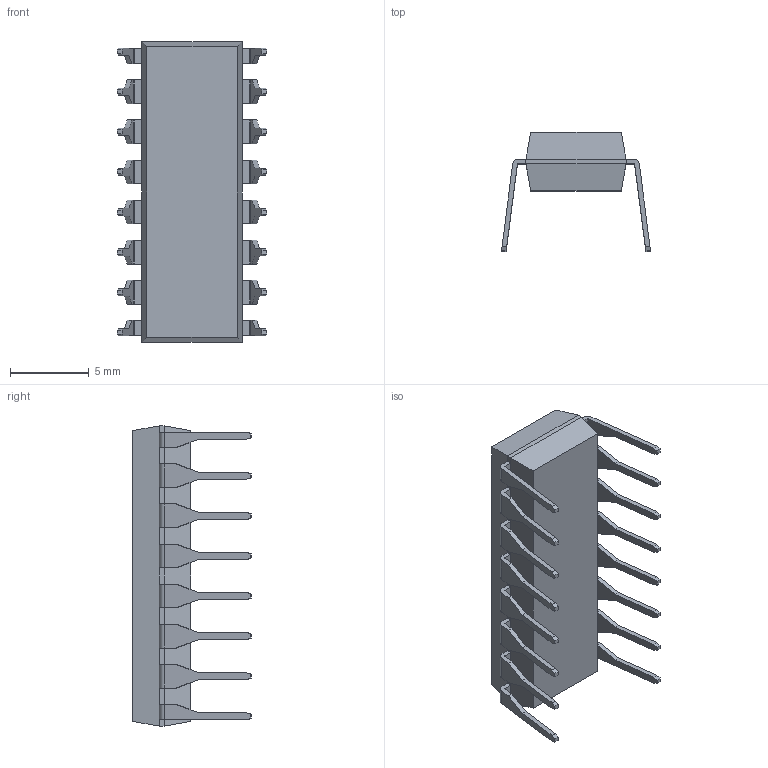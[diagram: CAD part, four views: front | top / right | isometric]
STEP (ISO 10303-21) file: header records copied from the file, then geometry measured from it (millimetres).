
FILE_DESCRIPTION (( 'STEP AP214' ), '1' );
FILE_NAME ('SOT38-4.STEP', '2020-09-17T06:50:35', ( '' ), ( '' ), 'SwSTEP 2.0', 'SolidWorks 2017', '' );
FILE_SCHEMA (( 'AUTOMOTIVE_DESIGN' ));
Length unit declared in the file: millimetre
Products named in the file (1): SOT38-4
Bounding box: 9.44 x 7.53 x 19.02 mm (x, y, z)
Volume: 442.4 mm3; surface area: 623.7 mm2
Topology: 17 solids, 17 shells, 264 faces, 682 edges, 452 vertices
Faces by surface type: plane 231, cylinder 33
Entity records: 8106 total; most frequent: CARTESIAN_POINT 1405, ORIENTED_EDGE 1364, DIRECTION 1276, EDGE_CURVE 682, VECTOR 614, LINE 614, VERTEX_POINT 452, AXIS2_PLACEMENT_3D 331
